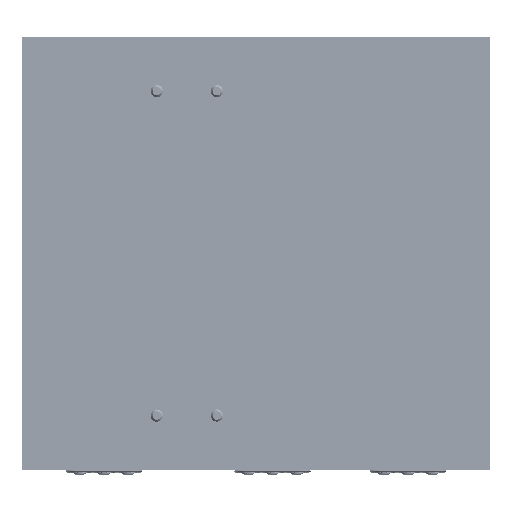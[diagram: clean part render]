
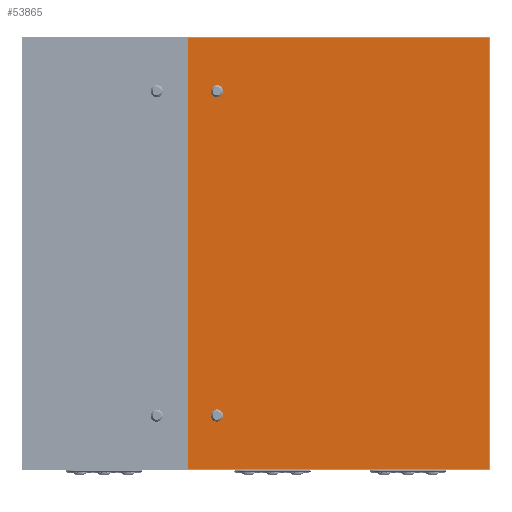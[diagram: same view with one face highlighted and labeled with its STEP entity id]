
A CAD part, top view. The second image highlights one B-rep face of the part: STEP entity #53865.
In plain terms, the highlighted planar face has unit normal (0, 0, 1).
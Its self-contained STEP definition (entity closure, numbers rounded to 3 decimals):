
#78 = AXIS2_PLACEMENT_3D ( 'NONE', #2252, #41216, #46575 ) ;
#359 = VERTEX_POINT ( 'NONE', #7163 ) ;
#1326 = DIRECTION ( 'NONE',  ( 0., 1., 0. ) ) ;
#1369 = AXIS2_PLACEMENT_3D ( 'NONE', #25918, #60171, #51321 ) ;
#1449 = CIRCLE ( 'NONE', #78, 11.5 ) ;
#2252 = CARTESIAN_POINT ( 'NONE',  ( -228., -305., 0. ) ) ;
#3101 = EDGE_CURVE ( 'NONE', #56237, #43702, #22749, .T. ) ;
#5260 = EDGE_LOOP ( 'NONE', ( #30008, #50273 ) ) ;
#5629 = VERTEX_POINT ( 'NONE', #39553 ) ;
#6252 = VERTEX_POINT ( 'NONE', #62862 ) ;
#7163 = CARTESIAN_POINT ( 'NONE',  ( -216.5, -305., 0. ) ) ;
#7247 = CIRCLE ( 'NONE', #42291, 11.5 ) ;
#8128 = VECTOR ( 'NONE', #1326, 1000. ) ;
#8596 = CARTESIAN_POINT ( 'NONE',  ( -228., 305., 0. ) ) ;
#8622 = EDGE_CURVE ( 'NONE', #15491, #43815, #41365, .T. ) ;
#10090 = FACE_BOUND ( 'NONE', #33224, .T. ) ;
#10670 = CARTESIAN_POINT ( 'NONE',  ( -283., 405., 0. ) ) ;
#11683 = CARTESIAN_POINT ( 'NONE',  ( -228., -305., 0. ) ) ;
#12207 = ORIENTED_EDGE ( 'NONE', *, *, #14567, .T. ) ;
#14567 = EDGE_CURVE ( 'NONE', #359, #6252, #7247, .T. ) ;
#15316 = LINE ( 'NONE', #37203, #19921 ) ;
#15491 = VERTEX_POINT ( 'NONE', #31959 ) ;
#16058 = DIRECTION ( 'NONE',  ( 0., -1., 0. ) ) ;
#17459 = DIRECTION ( 'NONE',  ( 0., 0., 1. ) ) ;
#19921 = VECTOR ( 'NONE', #36988, 1000. ) ;
#21155 = EDGE_CURVE ( 'NONE', #5629, #29921, #52557, .T. ) ;
#21985 = DIRECTION ( 'NONE',  ( 1., 0., 0. ) ) ;
#22749 = LINE ( 'NONE', #26470, #8128 ) ;
#23311 = ORIENTED_EDGE ( 'NONE', *, *, #42075, .T. ) ;
#25202 = LINE ( 'NONE', #10670, #31390 ) ;
#25420 = DIRECTION ( 'NONE',  ( 1., 0., 0. ) ) ;
#25918 = CARTESIAN_POINT ( 'NONE',  ( 0., 0., 0. ) ) ;
#26470 = CARTESIAN_POINT ( 'NONE',  ( 283., 405., 0. ) ) ;
#28999 = EDGE_CURVE ( 'NONE', #43702, #5629, #25202, .T. ) ;
#29374 = EDGE_CURVE ( 'NONE', #43815, #15491, #31332, .T. ) ;
#29921 = VERTEX_POINT ( 'NONE', #38498 ) ;
#30008 = ORIENTED_EDGE ( 'NONE', *, *, #8622, .F. ) ;
#30463 = CARTESIAN_POINT ( 'NONE',  ( 283., -405., 0. ) ) ;
#30864 = ORIENTED_EDGE ( 'NONE', *, *, #44347, .T. ) ;
#31332 = CIRCLE ( 'NONE', #42562, 11.5 ) ;
#31390 = VECTOR ( 'NONE', #50912, 1000. ) ;
#31959 = CARTESIAN_POINT ( 'NONE',  ( -216.5, 305., 0. ) ) ;
#33224 = EDGE_LOOP ( 'NONE', ( #12207, #30864 ) ) ;
#36640 = ORIENTED_EDGE ( 'NONE', *, *, #21155, .T. ) ;
#36988 = DIRECTION ( 'NONE',  ( 1., 0., 0. ) ) ;
#37203 = CARTESIAN_POINT ( 'NONE',  ( -283., -405., 0. ) ) ;
#38498 = CARTESIAN_POINT ( 'NONE',  ( -283., -405., 0. ) ) ;
#39553 = CARTESIAN_POINT ( 'NONE',  ( -283., 405., 0. ) ) ;
#41216 = DIRECTION ( 'NONE',  ( 0., 0., -1. ) ) ;
#41365 = CIRCLE ( 'NONE', #61929, 11.5 ) ;
#42075 = EDGE_CURVE ( 'NONE', #29921, #56237, #15316, .T. ) ;
#42225 = ORIENTED_EDGE ( 'NONE', *, *, #3101, .T. ) ;
#42291 = AXIS2_PLACEMENT_3D ( 'NONE', #11683, #51494, #21985 ) ;
#42562 = AXIS2_PLACEMENT_3D ( 'NONE', #54969, #44219, #25420 ) ;
#43702 = VERTEX_POINT ( 'NONE', #57815 ) ;
#43815 = VERTEX_POINT ( 'NONE', #48596 ) ;
#44044 = FACE_BOUND ( 'NONE', #5260, .T. ) ;
#44219 = DIRECTION ( 'NONE',  ( 0., 0., 1. ) ) ;
#44347 = EDGE_CURVE ( 'NONE', #6252, #359, #1449, .T. ) ;
#45761 = CARTESIAN_POINT ( 'NONE',  ( -283., 405., 0. ) ) ;
#45766 = PLANE ( 'NONE',  #1369 ) ;
#46575 = DIRECTION ( 'NONE',  ( 1., 0., 0. ) ) ;
#48264 = ORIENTED_EDGE ( 'NONE', *, *, #28999, .T. ) ;
#48596 = CARTESIAN_POINT ( 'NONE',  ( -239.5, 305., 0. ) ) ;
#50273 = ORIENTED_EDGE ( 'NONE', *, *, #29374, .F. ) ;
#50912 = DIRECTION ( 'NONE',  ( -1., 0., 0. ) ) ;
#51321 = DIRECTION ( 'NONE',  ( 1., 0., 0. ) ) ;
#51494 = DIRECTION ( 'NONE',  ( 0., 0., -1. ) ) ;
#51904 = DIRECTION ( 'NONE',  ( 1., 0., 0. ) ) ;
#52557 = LINE ( 'NONE', #45761, #62524 ) ;
#53865 = ADVANCED_FACE ( 'NONE', ( #10090, #44044, #54057 ), #45766, .T. ) ;
#54057 = FACE_OUTER_BOUND ( 'NONE', #59436, .T. ) ;
#54969 = CARTESIAN_POINT ( 'NONE',  ( -228., 305., 0. ) ) ;
#56237 = VERTEX_POINT ( 'NONE', #30463 ) ;
#57815 = CARTESIAN_POINT ( 'NONE',  ( 283., 405., 0. ) ) ;
#59436 = EDGE_LOOP ( 'NONE', ( #36640, #23311, #42225, #48264 ) ) ;
#60171 = DIRECTION ( 'NONE',  ( 0., 0., 1. ) ) ;
#61929 = AXIS2_PLACEMENT_3D ( 'NONE', #8596, #17459, #51904 ) ;
#62524 = VECTOR ( 'NONE', #16058, 1000. ) ;
#62862 = CARTESIAN_POINT ( 'NONE',  ( -239.5, -305., 0. ) ) ;
